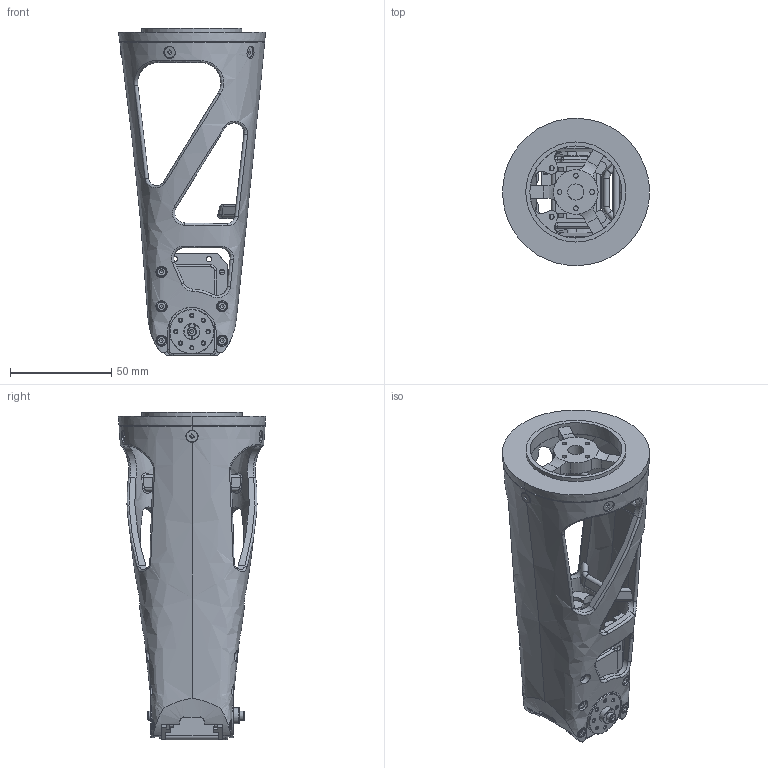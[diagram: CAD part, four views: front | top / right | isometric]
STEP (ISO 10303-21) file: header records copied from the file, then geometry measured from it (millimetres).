
FILE_DESCRIPTION(/* description */ (''),/* implementation_level */ '2;1');
FILE_NAME(/* name */ '5f9fb9219963e50ea2e90269',/* time_stamp */ '2020-11-02T07:45:39+00:00',/* author */ (''),/* organization */ (''),/* preprocessor_version */ 'ST-DEVELOPER v16.7',/* originating_system */ $,/* authorisation */ $);
FILE_SCHEMA (('AUTOMOTIVE_DESIGN {1 0 10303 214 3 1 1}'));
Length unit declared in the file: metre
Products named in the file (11): wrist; Hex socket head cap screw M2.5x0.45 x 6; Hex socket countersunk head screw M3x0.5 x 8; Hex socket head cap screw M2.5x0.45 x 8; Hex thin nut grade A & B M2.5; wrist_yaw_interface; MX-28 <1>; HN07-i101; HN07-N101; MX-28_body
Assembly tree (28 placements, depth 3):
  wrist
    wrist
    Hex socket head cap screw M2.5x0.45 x 6  x5
    Hex socket countersunk head screw M3x0.5 x 8  x5
    Hex socket head cap screw M2.5x0.45 x 8  x5
    Hex thin nut grade A & B M2.5  x5
    wrist_yaw_interface
    MX-28 <1>
      HN07-i101
      HN07-N101
      Hex socket head cap screw M2.5x0.45 x 8  x2
      MX-28_body
Bounding box: 72.58 x 72.72 x 162 mm (x, y, z)
Volume: 137170.7 mm3; surface area: 70551 mm2
Topology: 27 solids, 27 shells, 1308 faces, 3307 edges, 2068 vertices
Faces by surface type: plane 709, cylinder 286, cone 166, bspline 97, torus 50
Full cylindrical faces by diameter (mm): 1.6 x16, 2.013 x5, 2.3 x4, 2.5 x14, 2.6 x1, 2.7 x26, 3 x5, 3.2 x6, 4.5 x16, 4.7 x5, 5.5 x10, 5.54 x5, 5.7 x1, 6 x7, 8 x4, 10 x1, 11.6 x1, 12.5 x1, 13 x1, 22 x2, 45.5 x1, 49.5 x1
Entity records: 35564 total; most frequent: CARTESIAN_POINT 14100, ORIENTED_EDGE 4460, DIRECTION 3915, EDGE_CURVE 2230, VERTEX_POINT 1514, AXIS2_PLACEMENT_3D 1377, FACE_BOUND 1244, EDGE_LOOP 1238
